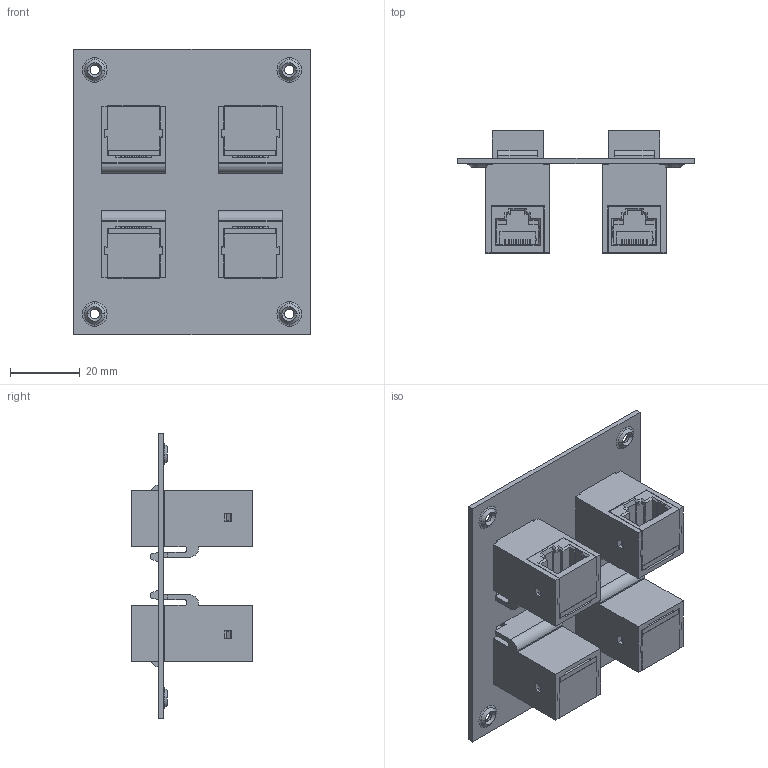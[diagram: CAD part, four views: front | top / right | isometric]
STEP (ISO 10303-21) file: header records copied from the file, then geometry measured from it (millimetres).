
FILE_DESCRIPTION (( 'STEP AP214' ), '1' );
FILE_NAME ('USP4KC-R5EB.STEP', '2012-11-08T16:22:15', ( 'x' ), ( '' ), 'SwSTEP 2.0', 'SolidWorks 2012', '' );
FILE_SCHEMA (( 'AUTOMOTIVE_DESIGN' ));
Length unit declared in the file: inch
Products named in the file (15): TDG1026KC-R5E; 1AG01-010; TDG1026KC-R5E-MA2; TDG1026KC-R5E-MA4___; 1AG02-003; 1AG02-004___; 1AG01-052___; TDG1026KC-R5E-MA3___; 1AG02-001___; 1AG02-002___; 1AG01-051___; 1AG01-008; 1BC01-009; 1AR03-002; USP4KC-R5EB
Assembly tree (29 placements, depth 5):
  USP4KC-R5EB
    1AR03-002
    TDG1026KC-R5E  x4
      TDG1026KC-R5E-MA2
        1BC01-009
        1AG01-008
        TDG1026KC-R5E-MA3___
          1AG01-051___
          1AG02-002___  x4
          1AG02-001___  x4
        TDG1026KC-R5E-MA4___
          1AG01-052___
          1AG02-004___  x4
          1AG02-003  x4
      1AG01-010
Bounding box: 68.07 x 35.05 x 82.04 mm (x, y, z)
Volume: 28368.4 mm3; surface area: 45579.1 mm2
Topology: 85 solids, 85 shells, 4450 faces, 11456 edges, 7344 vertices
Faces by surface type: plane 3098, cylinder 712, bspline 584, cone 40, torus 16
Entity records: 43413 total; most frequent: CARTESIAN_POINT 14610, ORIENTED_EDGE 4834, DIRECTION 3993, EDGE_CURVE 2417, LINE 1803, VECTOR 1803, VERTEX_POINT 1584, AXIS2_PLACEMENT_3D 1095
